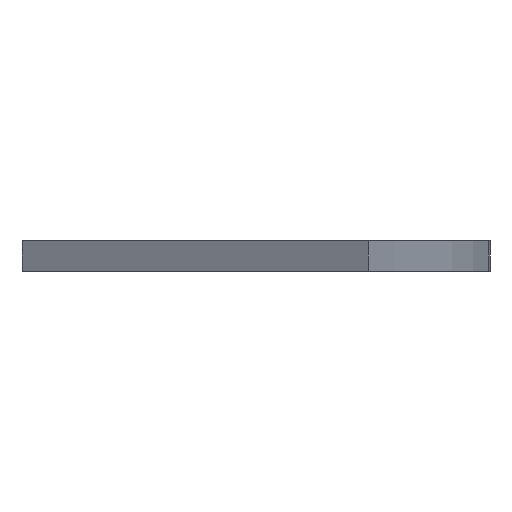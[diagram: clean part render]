
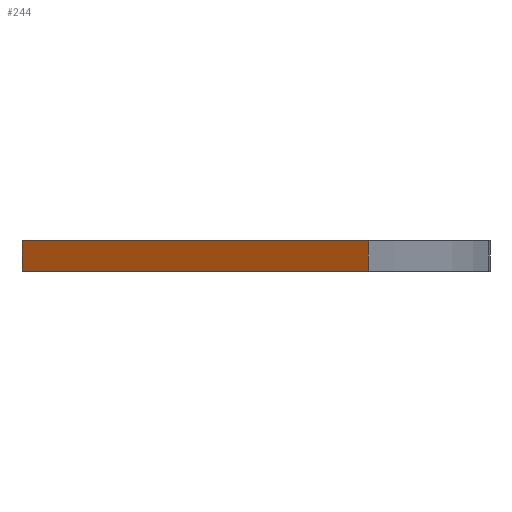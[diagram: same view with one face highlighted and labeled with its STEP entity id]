
A CAD part, front view. The second image highlights one B-rep face of the part: STEP entity #244.
In plain terms, the highlighted planar face has unit normal (-0.537, -0.844, 0).
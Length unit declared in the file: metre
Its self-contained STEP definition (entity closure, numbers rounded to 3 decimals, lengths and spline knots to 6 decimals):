
#37=PLANE('',#283);
#98=ORIENTED_EDGE('',*,*,#102,.T.);
#99=ORIENTED_EDGE('',*,*,#114,.T.);
#100=ORIENTED_EDGE('',*,*,#106,.T.);
#101=ORIENTED_EDGE('',*,*,#119,.F.);
#102=EDGE_CURVE('',#131,#132,#153,.F.);
#106=EDGE_CURVE('',#135,#136,#155,.T.);
#114=EDGE_CURVE('',#132,#135,#159,.T.);
#119=EDGE_CURVE('',#131,#136,#160,.T.);
#131=VERTEX_POINT('',#359);
#132=VERTEX_POINT('',#360);
#135=VERTEX_POINT('',#442);
#136=VERTEX_POINT('',#443);
#153=LINE('',#358,#164);
#155=LINE('',#441,#166);
#159=LINE('',#458,#170);
#160=LINE('',#517,#171);
#164=VECTOR('',#286,1.);
#166=VECTOR('',#290,1.);
#170=VECTOR('',#304,1.);
#171=VECTOR('',#311,1.);
#199=EDGE_LOOP('',(#98,#99,#100,#101));
#224=FACE_BOUND('',#199,.T.);
#244=ADVANCED_FACE('',(#224),#37,.T.);
#283=AXIS2_PLACEMENT_3D('',#650,#347,#348);
#286=DIRECTION('',(0.,0.,-1.));
#290=DIRECTION('',(0.,0.,-1.));
#304=DIRECTION('',(-0.844,0.537,0.));
#311=DIRECTION('',(-0.844,0.537,0.));
#347=DIRECTION('',(-0.537,-0.844,0.));
#348=DIRECTION('',(0.844,-0.537,0.));
#358=CARTESIAN_POINT('',(0.003534,0.063682,-0.05));
#359=CARTESIAN_POINT('',(0.003534,0.063682,-0.055));
#360=CARTESIAN_POINT('',(0.003534,0.063682,-0.05));
#441=CARTESIAN_POINT('',(-0.053,0.099648,-0.05));
#442=CARTESIAN_POINT('',(-0.053,0.099648,-0.05));
#443=CARTESIAN_POINT('',(-0.053,0.099648,-0.055));
#458=CARTESIAN_POINT('',(-0.056667,0.10198,-0.05));
#517=CARTESIAN_POINT('',(-0.056667,0.10198,-0.055));
#650=CARTESIAN_POINT('',(0.035746,0.043191,-0.055));
